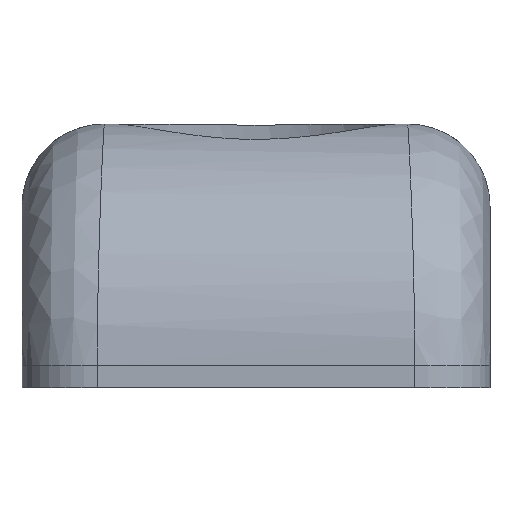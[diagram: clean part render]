
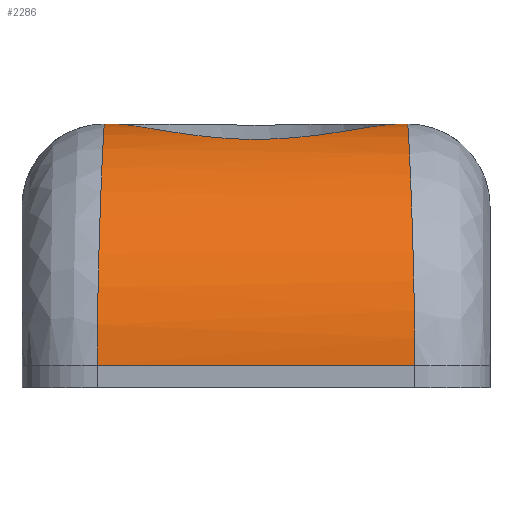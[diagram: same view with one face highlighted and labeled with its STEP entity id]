
A CAD part, front view. The second image highlights one B-rep face of the part: STEP entity #2286.
In plain terms, the highlighted cylindrical face has radius 8.5 mm (diameter 17 mm), a partial arc.
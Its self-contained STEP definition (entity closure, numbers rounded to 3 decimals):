
#119=LINE('',#4844,#230);
#120=LINE('',#4845,#231);
#121=LINE('',#4846,#232);
#230=VECTOR('',#2783,10.);
#231=VECTOR('',#2784,10.);
#232=VECTOR('',#2785,10.);
#339=CYLINDRICAL_SURFACE('',#2447,8.5);
#388=FACE_OUTER_BOUND('',#532,.T.);
#532=EDGE_LOOP('',(#1584,#1585,#1586,#1587,#1588,#1589));
#848=B_SPLINE_CURVE_WITH_KNOTS('',3,(#4720,#4721,#4722,#4723,#4724,#4725,
#4726,#4727),.UNSPECIFIED.,.F.,.F.,(4,1,1,1,1,4),(0.,0.143,
0.429,0.714,0.857,1.),.UNSPECIFIED.);
#851=B_SPLINE_CURVE_WITH_KNOTS('',3,(#4807,#4808,#4809,#4810,#4811,#4812,
#4813,#4814),.UNSPECIFIED.,.F.,.F.,(4,1,1,1,1,4),(0.,0.143,
0.286,0.571,0.857,1.),.UNSPECIFIED.);
#852=B_SPLINE_CURVE_WITH_KNOTS('',3,(#4825,#4826,#4827,#4828,#4829,#4830,
#4831,#4832,#4833,#4834,#4835,#4836,#4837,#4838,#4839,#4840,#4841,#4842,
#4843),.UNSPECIFIED.,.F.,.F.,(4,2,2,2,3,2,2,2,4),(3.191,3.26,
3.361,3.571,3.781,3.991,4.201,
4.301,4.371),.UNSPECIFIED.);
#947=VERTEX_POINT('',#4718);
#948=VERTEX_POINT('',#4719);
#955=VERTEX_POINT('',#4804);
#956=VERTEX_POINT('',#4806);
#959=VERTEX_POINT('',#4823);
#960=VERTEX_POINT('',#4824);
#1187=EDGE_CURVE('',#947,#948,#848,.F.);
#1196=EDGE_CURVE('',#956,#955,#851,.F.);
#1201=EDGE_CURVE('',#959,#960,#852,.T.);
#1202=EDGE_CURVE('',#960,#956,#119,.T.);
#1203=EDGE_CURVE('',#955,#947,#120,.T.);
#1204=EDGE_CURVE('',#948,#959,#121,.T.);
#1584=ORIENTED_EDGE('',*,*,#1201,.T.);
#1585=ORIENTED_EDGE('',*,*,#1202,.T.);
#1586=ORIENTED_EDGE('',*,*,#1196,.T.);
#1587=ORIENTED_EDGE('',*,*,#1203,.T.);
#1588=ORIENTED_EDGE('',*,*,#1187,.T.);
#1589=ORIENTED_EDGE('',*,*,#1204,.T.);
#2286=ADVANCED_FACE('',(#388),#339,.T.);
#2447=AXIS2_PLACEMENT_3D('',#4822,#2781,#2782);
#2781=DIRECTION('center_axis',(1.,0.,0.));
#2782=DIRECTION('ref_axis',(0.,-0.707,0.707));
#2783=DIRECTION('',(-1.,0.,0.));
#2784=DIRECTION('',(1.,0.,0.));
#2785=DIRECTION('',(-1.,0.,0.));
#4718=CARTESIAN_POINT('',(5.6,-11.6,-7.));
#4719=CARTESIAN_POINT('',(5.35,-3.1,1.5));
#4720=CARTESIAN_POINT('Ctrl Pts',(5.35,-3.1,1.5));
#4721=CARTESIAN_POINT('Ctrl Pts',(5.35,-3.686,1.5));
#4722=CARTESIAN_POINT('Ctrl Pts',(5.365,-5.492,1.333));
#4723=CARTESIAN_POINT('Ctrl Pts',(5.445,-8.659,-0.116));
#4724=CARTESIAN_POINT('Ctrl Pts',(5.54,-10.756,-2.924));
#4725=CARTESIAN_POINT('Ctrl Pts',(5.59,-11.489,-5.3));
#4726=CARTESIAN_POINT('Ctrl Pts',(5.6,-11.6,-6.439));
#4727=CARTESIAN_POINT('Ctrl Pts',(5.6,-11.6,-7.));
#4804=CARTESIAN_POINT('',(-5.6,-11.6,-7.));
#4806=CARTESIAN_POINT('',(-5.35,-3.1,1.5));
#4807=CARTESIAN_POINT('Ctrl Pts',(-5.6,-11.6,-7.));
#4808=CARTESIAN_POINT('Ctrl Pts',(-5.6,-11.6,-6.439));
#4809=CARTESIAN_POINT('Ctrl Pts',(-5.59,-11.489,-5.3));
#4810=CARTESIAN_POINT('Ctrl Pts',(-5.54,-10.756,-2.924));
#4811=CARTESIAN_POINT('Ctrl Pts',(-5.445,-8.659,-0.116));
#4812=CARTESIAN_POINT('Ctrl Pts',(-5.365,-5.492,1.333));
#4813=CARTESIAN_POINT('Ctrl Pts',(-5.35,-3.686,1.5));
#4814=CARTESIAN_POINT('Ctrl Pts',(-5.35,-3.1,1.5));
#4822=CARTESIAN_POINT('Origin',(4.125,-3.1,-7.));
#4823=CARTESIAN_POINT('',(5.095,-3.1,1.5));
#4824=CARTESIAN_POINT('',(-5.095,-3.1,1.5));
#4825=CARTESIAN_POINT('Ctrl Pts',(5.095,-3.1,1.5));
#4826=CARTESIAN_POINT('Ctrl Pts',(4.969,-3.308,1.5));
#4827=CARTESIAN_POINT('Ctrl Pts',(4.826,-3.517,1.492));
#4828=CARTESIAN_POINT('Ctrl Pts',(4.449,-4.005,1.457));
#4829=CARTESIAN_POINT('Ctrl Pts',(4.201,-4.273,1.422));
#4830=CARTESIAN_POINT('Ctrl Pts',(3.448,-4.972,1.305));
#4831=CARTESIAN_POINT('Ctrl Pts',(2.818,-5.387,1.192));
#4832=CARTESIAN_POINT('Ctrl Pts',(1.444,-5.938,1.018));
#4833=CARTESIAN_POINT('Ctrl Pts',(0.7,-6.074,0.963));
#4834=CARTESIAN_POINT('Ctrl Pts',(0.,-6.074,0.963));
#4835=CARTESIAN_POINT('Ctrl Pts',(-0.7,-6.074,
0.963));
#4836=CARTESIAN_POINT('Ctrl Pts',(-1.444,-5.938,1.018));
#4837=CARTESIAN_POINT('Ctrl Pts',(-2.818,-5.387,1.192));
#4838=CARTESIAN_POINT('Ctrl Pts',(-3.448,-4.972,1.305));
#4839=CARTESIAN_POINT('Ctrl Pts',(-4.201,-4.273,1.422));
#4840=CARTESIAN_POINT('Ctrl Pts',(-4.449,-4.005,1.457));
#4841=CARTESIAN_POINT('Ctrl Pts',(-4.826,-3.517,1.492));
#4842=CARTESIAN_POINT('Ctrl Pts',(-4.969,-3.308,1.5));
#4843=CARTESIAN_POINT('Ctrl Pts',(-5.095,-3.1,1.5));
#4844=CARTESIAN_POINT('',(4.125,-3.1,1.5));
#4845=CARTESIAN_POINT('',(4.125,-11.6,-7.));
#4846=CARTESIAN_POINT('',(4.125,-3.1,1.5));
